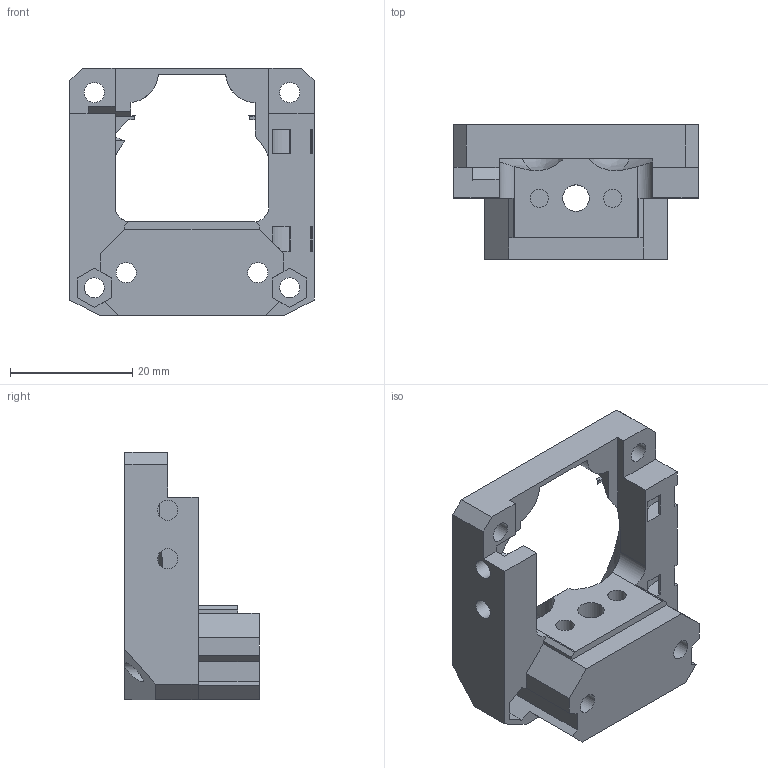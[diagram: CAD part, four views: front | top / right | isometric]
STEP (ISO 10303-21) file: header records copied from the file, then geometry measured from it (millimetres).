
FILE_DESCRIPTION(/* description */ ('STEP AP242','CAx-IF Rec.Pracs.---Representation and Presentation of Product Manufacturing Information (PMI)---4.0---2014-10-13','CAx-IF Rec.Pracs.---3D Tessellated Geometry---0.4---2014-09-14','2;1'),/* implementation_level */ '2;1');
FILE_NAME(/* name */ '645900648c7fe730de273d7d',/* time_stamp */ '2023-05-08T14:00:05Z',/* author */ (''),/* organization */ (''),/* preprocessor_version */ 'ST-DEVELOPER v19.4',/* originating_system */ ' ',/* authorisation */ ' ');
FILE_SCHEMA (('AP242_MANAGED_MODEL_BASED_3D_ENGINEERING_MIM_LF { 1 0 10303 442 1 1 4 }'));
Length unit declared in the file: metre
Products named in the file (1): mosquito_face
Bounding box: 40 x 22 x 40.6 mm (x, y, z)
Volume: 11375.4 mm3; surface area: 6977.2 mm2
Topology: 1 solids, 1 shells, 128 faces, 383 edges, 253 vertices
Faces by surface type: plane 92, cylinder 26, bspline 4, cone 4, torus 2
Full cylindrical faces by diameter (mm): 3 x2, 3.3 x8, 4.35 x1, 5 x2, 6 x1
Entity records: 4306 total; most frequent: CARTESIAN_POINT 954, ORIENTED_EDGE 712, DIRECTION 632, EDGE_CURVE 356, LINE 248, VECTOR 248, VERTEX_POINT 244, AXIS2_PLACEMENT_3D 192
